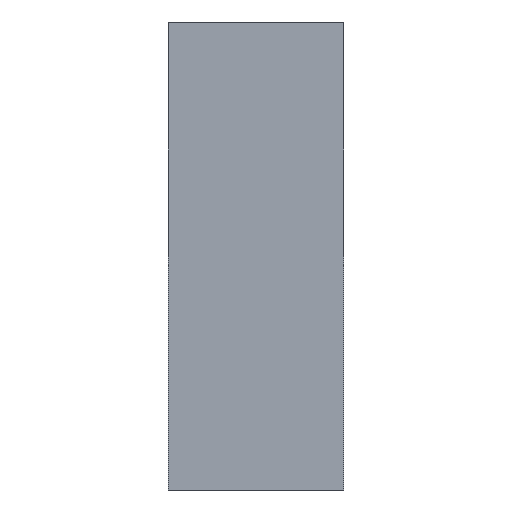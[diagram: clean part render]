
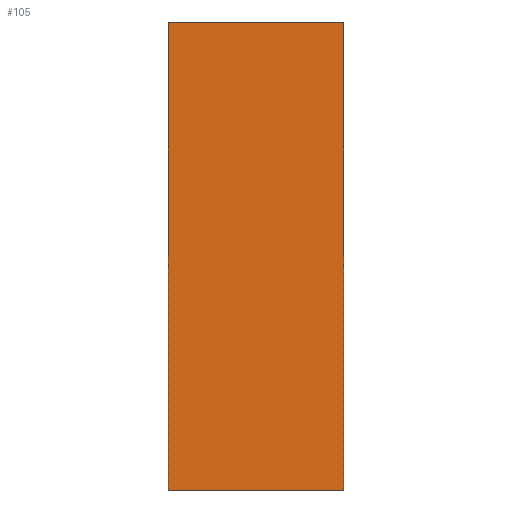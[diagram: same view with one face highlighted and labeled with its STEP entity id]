
A CAD part, left-side view. The second image highlights one B-rep face of the part: STEP entity #105.
In plain terms, the highlighted planar face has unit normal (-1, 0, 0).
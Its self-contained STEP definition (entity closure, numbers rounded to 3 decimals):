
#53 = VECTOR ( 'NONE', #1182, 1000. ) ;
#54 = CARTESIAN_POINT ( 'NONE',  ( -3.175, 1.2, 1.6 ) ) ;
#56 = LINE ( 'NONE', #1176, #1019 ) ;
#105 = ADVANCED_FACE ( 'NONE', ( #1083 ), #296, .F. ) ;
#123 = VECTOR ( 'NONE', #169, 1000. ) ;
#128 = CARTESIAN_POINT ( 'NONE',  ( -3.175, 1.2, -1.6 ) ) ;
#145 = AXIS2_PLACEMENT_3D ( 'NONE', #832, #466, #1142 ) ;
#169 = DIRECTION ( 'NONE',  ( 0., 0., -1. ) ) ;
#296 = PLANE ( 'NONE',  #145 ) ;
#319 = LINE ( 'NONE', #339, #936 ) ;
#339 = CARTESIAN_POINT ( 'NONE',  ( -3.175, 1.2, 1.6 ) ) ;
#348 = VERTEX_POINT ( 'NONE', #54 ) ;
#356 = CARTESIAN_POINT ( 'NONE',  ( -3.175, 0., 1.6 ) ) ;
#378 = EDGE_CURVE ( 'NONE', #348, #990, #319, .T. ) ;
#466 = DIRECTION ( 'NONE',  ( 1., 0., 0. ) ) ;
#504 = EDGE_CURVE ( 'NONE', #834, #981, #1084, .T. ) ;
#557 = ORIENTED_EDGE ( 'NONE', *, *, #504, .F. ) ;
#582 = ORIENTED_EDGE ( 'NONE', *, *, #1056, .F. ) ;
#616 = EDGE_LOOP ( 'NONE', ( #1152, #557, #582, #1085 ) ) ;
#706 = DIRECTION ( 'NONE',  ( 0., 0., -1. ) ) ;
#782 = CARTESIAN_POINT ( 'NONE',  ( -3.175, 0., -1.6 ) ) ;
#795 = EDGE_CURVE ( 'NONE', #990, #981, #812, .T. ) ;
#812 = LINE ( 'NONE', #983, #53 ) ;
#832 = CARTESIAN_POINT ( 'NONE',  ( -3.175, 0., 1.6 ) ) ;
#834 = VERTEX_POINT ( 'NONE', #1200 ) ;
#871 = DIRECTION ( 'NONE',  ( 0., -1., 0. ) ) ;
#936 = VECTOR ( 'NONE', #706, 1000. ) ;
#981 = VERTEX_POINT ( 'NONE', #782 ) ;
#983 = CARTESIAN_POINT ( 'NONE',  ( -3.175, 0., -1.6 ) ) ;
#990 = VERTEX_POINT ( 'NONE', #128 ) ;
#1019 = VECTOR ( 'NONE', #871, 1000. ) ;
#1056 = EDGE_CURVE ( 'NONE', #348, #834, #56, .T. ) ;
#1083 = FACE_OUTER_BOUND ( 'NONE', #616, .T. ) ;
#1084 = LINE ( 'NONE', #356, #123 ) ;
#1085 = ORIENTED_EDGE ( 'NONE', *, *, #378, .T. ) ;
#1142 = DIRECTION ( 'NONE',  ( 0., 0., -1. ) ) ;
#1152 = ORIENTED_EDGE ( 'NONE', *, *, #795, .T. ) ;
#1176 = CARTESIAN_POINT ( 'NONE',  ( -3.175, 0., 1.6 ) ) ;
#1182 = DIRECTION ( 'NONE',  ( 0., -1., 0. ) ) ;
#1200 = CARTESIAN_POINT ( 'NONE',  ( -3.175, 0., 1.6 ) ) ;
